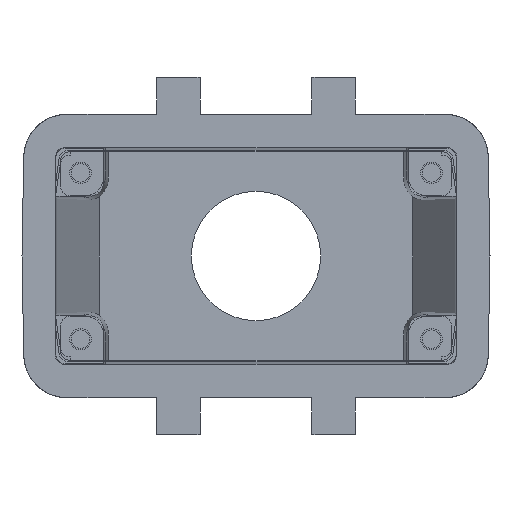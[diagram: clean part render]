
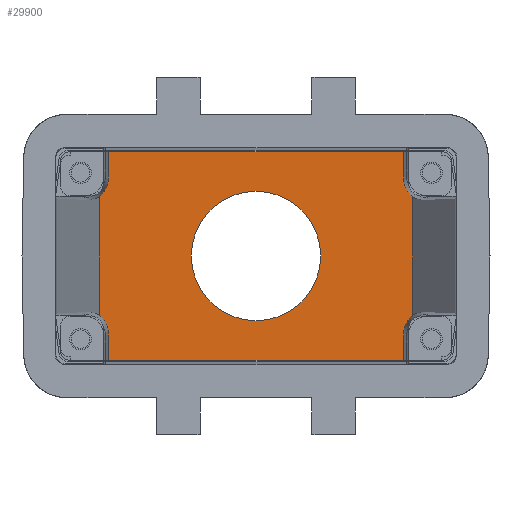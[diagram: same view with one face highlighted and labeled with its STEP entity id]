
A CAD part, front view. The second image highlights one B-rep face of the part: STEP entity #29900.
In plain terms, the highlighted face is planar.
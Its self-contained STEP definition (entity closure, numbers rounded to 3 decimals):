
#4300=CARTESIAN_POINT('',(-51.252,-90.1,-53.002
));
#4310=VERTEX_POINT('',#4300);
#4340=CARTESIAN_POINT('',(0.,-90.1,-53.002));
#4350=DIRECTION('',(1.,0.,0.));
#4360=VECTOR('',#4350,1.);
#4370=LINE('',#4340,#4360);
#4380=CARTESIAN_POINT('',(-3.255,-90.1,-53.002
));
#4390=VERTEX_POINT('',#4380);
#4400=EDGE_CURVE('',#4310,#4390,#4370,.T.);
#16730=CARTESIAN_POINT('',(-51.252,-90.1,
-86.998));
#16740=VERTEX_POINT('',#16730);
#17370=CARTESIAN_POINT('',(-3.255,-90.1,
-86.998));
#17380=VERTEX_POINT('',#17370);
#17410=CARTESIAN_POINT('',(0.,-90.1,-86.998));
#17420=DIRECTION('',(-1.,0.,0.));
#17430=VECTOR('',#17420,1.);
#17440=LINE('',#17410,#17430);
#17450=EDGE_CURVE('',#17380,#16740,#17440,.T.);
#27300=CARTESIAN_POINT('',(-16.753,-90.1,-70.));
#27310=VERTEX_POINT('',#27300);
#27490=CARTESIAN_POINT('',(-37.753,-90.1,-70.));
#27500=VERTEX_POINT('',#27490);
#27530=CARTESIAN_POINT('',(-27.253,-90.1,-70.));
#27540=DIRECTION('',(0.,-1.,0.));
#27550=DIRECTION('',(-1.,0.,0.));
#27560=AXIS2_PLACEMENT_3D('',#27530,#27540,#27550);
#27570=CIRCLE('',#27560,10.5);
#27580=EDGE_CURVE('',#27500,#27310,#27570,.T.);
#28960=CARTESIAN_POINT('',(-20.753,-90.1,-70.));
#28970=DIRECTION('',(0.,-1.,0.));
#28980=DIRECTION('',(-1.,0.,0.));
#28990=AXIS2_PLACEMENT_3D('',#28960,#28970,#28980);
#29000=PLANE('',#28990);
#29010=EDGE_CURVE('',#27310,#27500,#27570,.T.);
#29020=ORIENTED_EDGE('',*,*,#29010,.T.);
#29030=ORIENTED_EDGE('',*,*,#27580,.T.);
#29040=EDGE_LOOP('',(#29030,#29020));
#29050=FACE_BOUND('',#29040,.T.);
#29060=ORIENTED_EDGE('',*,*,#17450,.T.);
#29070=CARTESIAN_POINT('',(-3.255,-90.1,0.));
#29080=DIRECTION('',(0.,0.,-1.));
#29090=VECTOR('',#29080,1.);
#29100=LINE('',#29070,#29090);
#29110=CARTESIAN_POINT('',(-3.255,-90.1,
-82.498));
#29120=VERTEX_POINT('',#29110);
#29130=EDGE_CURVE('',#29120,#17380,#29100,.T.);
#29140=ORIENTED_EDGE('',*,*,#29130,.T.);
#29150=CARTESIAN_POINT('',(0.245,-90.1,
-82.498));
#29160=DIRECTION('',(0.,-1.,0.));
#29170=DIRECTION('',(-0.707,0.,
0.707));
#29180=AXIS2_PLACEMENT_3D('',#29150,#29160,#29170);
#29190=ELLIPSE('',#29180,3.5,3.5);
#29200=CARTESIAN_POINT('',(-1.803,-90.1,
-79.66));
#29210=VERTEX_POINT('',#29200);
#29220=EDGE_CURVE('',#29210,#29120,#29190,.T.);
#29230=ORIENTED_EDGE('',*,*,#29220,.T.);
#29240=CARTESIAN_POINT('',(-1.803,-90.1,0.));
#29250=DIRECTION('',(0.,0.,-1.));
#29260=VECTOR('',#29250,1.);
#29270=LINE('',#29240,#29260);
#29280=CARTESIAN_POINT('',(-1.803,-90.1,
-60.34));
#29290=VERTEX_POINT('',#29280);
#29300=EDGE_CURVE('',#29290,#29210,#29270,.T.);
#29310=ORIENTED_EDGE('',*,*,#29300,.T.);
#29320=CARTESIAN_POINT('',(0.245,-90.1,
-57.502));
#29330=DIRECTION('',(0.,-1.,0.));
#29340=DIRECTION('',(-0.707,0.,
-0.707));
#29350=AXIS2_PLACEMENT_3D('',#29320,#29330,#29340);
#29360=ELLIPSE('',#29350,3.5,3.5);
#29370=CARTESIAN_POINT('',(-3.255,-90.1,
-57.502));
#29380=VERTEX_POINT('',#29370);
#29390=EDGE_CURVE('',#29380,#29290,#29360,.T.);
#29400=ORIENTED_EDGE('',*,*,#29390,.T.);
#29410=CARTESIAN_POINT('',(-3.255,-90.1,0.));
#29420=DIRECTION('',(0.,0.,-1.));
#29430=VECTOR('',#29420,1.);
#29440=LINE('',#29410,#29430);
#29450=EDGE_CURVE('',#4390,#29380,#29440,.T.);
#29460=ORIENTED_EDGE('',*,*,#29450,.T.);
#29470=ORIENTED_EDGE('',*,*,#4400,.T.);
#29480=CARTESIAN_POINT('',(-51.252,-90.1,0.));
#29490=DIRECTION('',(0.,0.,1.));
#29500=VECTOR('',#29490,1.);
#29510=LINE('',#29480,#29500);
#29520=CARTESIAN_POINT('',(-51.252,-90.1,
-57.502));
#29530=VERTEX_POINT('',#29520);
#29540=EDGE_CURVE('',#29530,#4310,#29510,.T.);
#29550=ORIENTED_EDGE('',*,*,#29540,.T.);
#29560=CARTESIAN_POINT('',(-54.752,-90.1,
-57.502));
#29570=DIRECTION('',(0.,-1.,0.));
#29580=DIRECTION('',(-0.707,0.,
0.707));
#29590=AXIS2_PLACEMENT_3D('',#29560,#29570,#29580);
#29600=ELLIPSE('',#29590,3.5,3.5);
#29610=CARTESIAN_POINT('',(-52.704,-90.1,-60.34
));
#29620=VERTEX_POINT('',#29610);
#29630=EDGE_CURVE('',#29620,#29530,#29600,.T.);
#29640=ORIENTED_EDGE('',*,*,#29630,.T.);
#29650=CARTESIAN_POINT('',(-52.704,-90.1,0.));
#29660=DIRECTION('',(0.,0.,-1.));
#29670=VECTOR('',#29660,1.);
#29680=LINE('',#29650,#29670);
#29690=CARTESIAN_POINT('',(-52.704,-90.1,
-79.66));
#29700=VERTEX_POINT('',#29690);
#29710=EDGE_CURVE('',#29620,#29700,#29680,.T.);
#29720=ORIENTED_EDGE('',*,*,#29710,.F.);
#29730=CARTESIAN_POINT('',(-54.752,-90.1,
-82.498));
#29740=DIRECTION('',(0.,-1.,0.));
#29750=DIRECTION('',(-0.707,0.,
-0.707));
#29760=AXIS2_PLACEMENT_3D('',#29730,#29740,#29750);
#29770=ELLIPSE('',#29760,3.5,3.5);
#29780=CARTESIAN_POINT('',(-51.252,-90.1,-82.498
));
#29790=VERTEX_POINT('',#29780);
#29800=EDGE_CURVE('',#29790,#29700,#29770,.T.);
#29810=ORIENTED_EDGE('',*,*,#29800,.T.);
#29820=CARTESIAN_POINT('',(-51.252,-90.1,0.));
#29830=DIRECTION('',(0.,0.,1.));
#29840=VECTOR('',#29830,1.);
#29850=LINE('',#29820,#29840);
#29860=EDGE_CURVE('',#16740,#29790,#29850,.T.);
#29870=ORIENTED_EDGE('',*,*,#29860,.T.);
#29880=EDGE_LOOP('',(#29870,#29810,#29720,#29640,#29550,#29470,#29460,
#29400,#29310,#29230,#29140,#29060));
#29890=FACE_OUTER_BOUND('',#29880,.T.);
#29900=ADVANCED_FACE('',(#29050,#29890),#29000,.F.);
